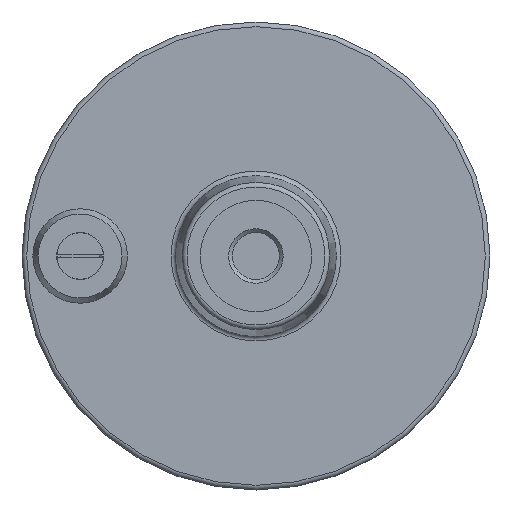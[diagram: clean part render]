
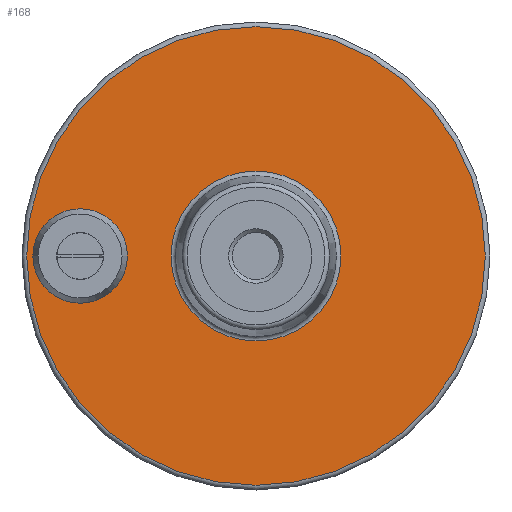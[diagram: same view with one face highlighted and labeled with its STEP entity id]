
A CAD part, front view. The second image highlights one B-rep face of the part: STEP entity #168.
In plain terms, the highlighted planar face has unit normal (0, -1, 0).
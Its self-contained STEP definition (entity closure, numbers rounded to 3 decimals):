
#168 = ADVANCED_FACE( '', ( #363, #364, #365 ), #366, .F. );
#363 = FACE_OUTER_BOUND( '', #565, .T. );
#364 = FACE_BOUND( '', #566, .T. );
#365 = FACE_BOUND( '', #567, .T. );
#366 = PLANE( '', #568 );
#565 = EDGE_LOOP( '', ( #932 ) );
#566 = EDGE_LOOP( '', ( #933 ) );
#567 = EDGE_LOOP( '', ( #934 ) );
#568 = AXIS2_PLACEMENT_3D( '', #935, #936, #937 );
#932 = ORIENTED_EDGE( '', *, *, #994, .F. );
#933 = ORIENTED_EDGE( '', *, *, #1053, .F. );
#934 = ORIENTED_EDGE( '', *, *, #1050, .T. );
#935 = CARTESIAN_POINT( '', ( 15.507, -3., 0. ) );
#936 = DIRECTION( '', ( 0., 1., 0. ) );
#937 = DIRECTION( '', ( 0., 0., 1. ) );
#994 = EDGE_CURVE( '', #1136, #1136, #1137, .T. );
#1050 = EDGE_CURVE( '', #1232, #1232, #1233, .T. );
#1053 = EDGE_CURVE( '', #1237, #1237, #1238, .F. );
#1136 = VERTEX_POINT( '', #1344 );
#1137 = CIRCLE( '', #1345, 39.111 );
#1232 = VERTEX_POINT( '', #1593 );
#1233 = CIRCLE( '', #1594, 14.493 );
#1237 = VERTEX_POINT( '', #1598 );
#1238 = CIRCLE( '', #1599, 8.06 );
#1344 = CARTESIAN_POINT( '', ( 30., -3., 39.111 ) );
#1345 = AXIS2_PLACEMENT_3D( '', #1767, #1768, #1769 );
#1593 = CARTESIAN_POINT( '', ( 30., -3., 14.493 ) );
#1594 = AXIS2_PLACEMENT_3D( '', #1838, #1839, #1840 );
#1598 = CARTESIAN_POINT( '', ( 0., -3., 8.06 ) );
#1599 = AXIS2_PLACEMENT_3D( '', #1844, #1845, #1846 );
#1767 = CARTESIAN_POINT( '', ( 30., -3., 0. ) );
#1768 = DIRECTION( '', ( 0., 1., 0. ) );
#1769 = DIRECTION( '', ( 0., 0., 1. ) );
#1838 = CARTESIAN_POINT( '', ( 30., -3., 0. ) );
#1839 = DIRECTION( '', ( 0., 1., 0. ) );
#1840 = DIRECTION( '', ( 0., 0., 1. ) );
#1844 = CARTESIAN_POINT( '', ( 0., -3., 0. ) );
#1845 = DIRECTION( '', ( 0., 1., 0. ) );
#1846 = DIRECTION( '', ( 0., 0., 1. ) );
